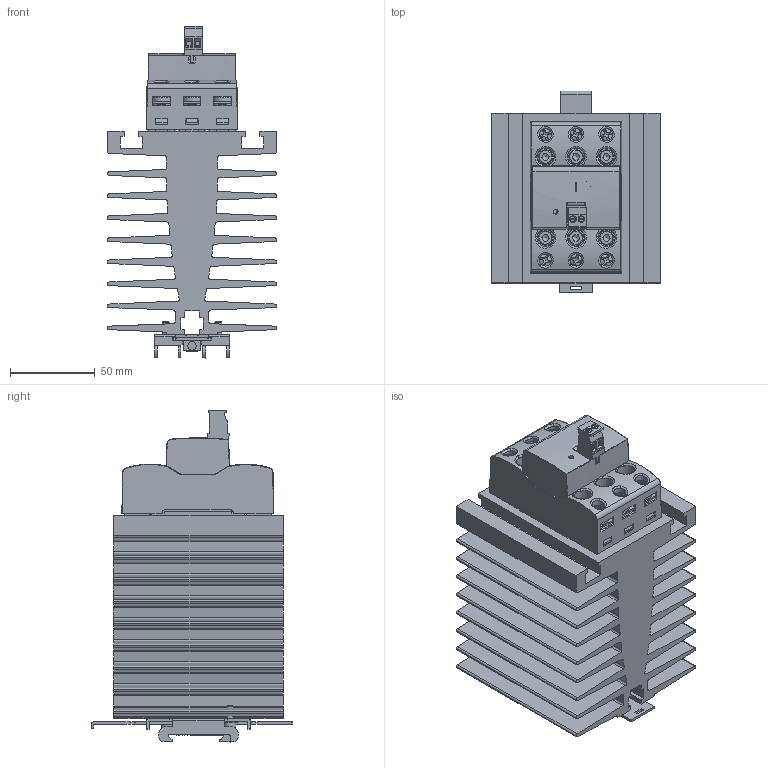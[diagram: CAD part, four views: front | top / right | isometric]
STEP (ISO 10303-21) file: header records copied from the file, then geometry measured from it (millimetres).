
FILE_DESCRIPTION(/* description */ (''),/* implementation_level */ '2;1');
FILE_NAME(/* name */ '3d_HS2C...060...bloccato.stp',/* time_stamp */ '2024-04-19T09:07:55+02:00',/* author */ ('FUMAGALLI'),/* organization */ (''),/* preprocessor_version */ 'ST-DEVELOPER v16.1',/* originating_system */ 'Autodesk Inventor 2016',/* authorisation */ '');
FILE_SCHEMA (('AUTOMOTIVE_DESIGN { 1 0 10303 214 3 1 1 }'));
Products named in the file (1): Part316
Bounding box: 100 x 119 x 195.9 mm (x, y, z)
Volume: 650104.3 mm3; surface area: 292860.7 mm2
Topology: 1 solids, 22 shells, 5010 faces, 14211 edges, 9028 vertices
Faces by surface type: plane 3042, cylinder 1220, cone 356, torus 204, sphere 157, bspline 31
Full cylindrical faces by diameter (mm): 1.5 x18, 2 x2, 2.1 x2, 2.5 x2, 2.6 x2, 3 x5, 3.3 x2, 3.8 x1, 3.9 x3, 4 x6, 4.134 x12, 4.3 x2, 4.4 x1, 4.917 x6, 5 x11, 6 x12, 7 x2, 8.5 x6, 8.8 x2, 12 x6
Entity records: 178693 total; most frequent: CARTESIAN_POINT 46051, ORIENTED_EDGE 27466, DIRECTION 25634, EDGE_CURVE 13733, LINE 9126, VECTOR 9126, VERTEX_POINT 8905, AXIS2_PLACEMENT_3D 8254
